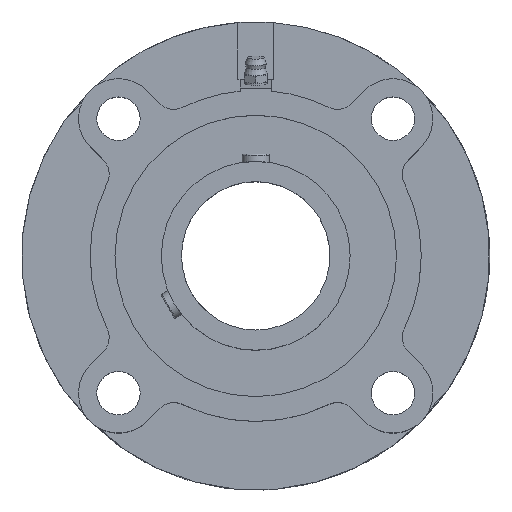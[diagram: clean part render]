
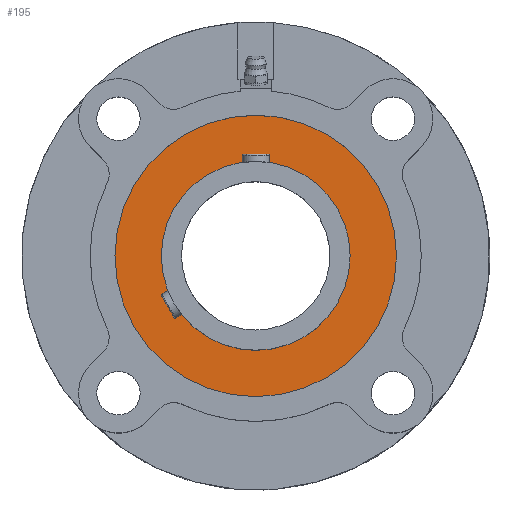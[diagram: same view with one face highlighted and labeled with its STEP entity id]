
A CAD part, top view. The second image highlights one B-rep face of the part: STEP entity #195.
In plain terms, the highlighted planar face has unit normal (0, 0, 1).
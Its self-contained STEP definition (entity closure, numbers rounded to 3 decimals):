
#195 = ADVANCED_FACE( '', ( #483, #484 ), #485, .T. );
#483 = FACE_BOUND( '', #904, .T. );
#484 = FACE_OUTER_BOUND( '', #905, .T. );
#485 = PLANE( '', #906 );
#904 = EDGE_LOOP( '', ( #1376 ) );
#905 = EDGE_LOOP( '', ( #1377 ) );
#906 = AXIS2_PLACEMENT_3D( '', #1378, #1379, #1380 );
#1376 = ORIENTED_EDGE( '', *, *, #2349, .F. );
#1377 = ORIENTED_EDGE( '', *, *, #2350, .T. );
#1378 = CARTESIAN_POINT( '', ( 0., 0., 28.8 ) );
#1379 = DIRECTION( '', ( 0., 0., 1. ) );
#1380 = DIRECTION( '', ( 1., 0., 0. ) );
#2349 = EDGE_CURVE( '', #2789, #2789, #2790, .T. );
#2350 = EDGE_CURVE( '', #2791, #2791, #2792, .T. );
#2789 = VERTEX_POINT( '', #3438 );
#2790 = CIRCLE( '', #3439, 41.35 );
#2791 = VERTEX_POINT( '', #3440 );
#2792 = CIRCLE( '', #3441, 61.625 );
#3438 = CARTESIAN_POINT( '', ( 41.35, 0., 28.8 ) );
#3439 = AXIS2_PLACEMENT_3D( '', #4643, #4644, #4645 );
#3440 = CARTESIAN_POINT( '', ( 61.625, 0., 28.8 ) );
#3441 = AXIS2_PLACEMENT_3D( '', #4646, #4647, #4648 );
#4643 = CARTESIAN_POINT( '', ( 0., 0., 28.8 ) );
#4644 = DIRECTION( '', ( 0., 0., 1. ) );
#4645 = DIRECTION( '', ( 1., 0., 0. ) );
#4646 = CARTESIAN_POINT( '', ( 0., 0., 28.8 ) );
#4647 = DIRECTION( '', ( 0., 0., 1. ) );
#4648 = DIRECTION( '', ( 1., 0., 0. ) );
